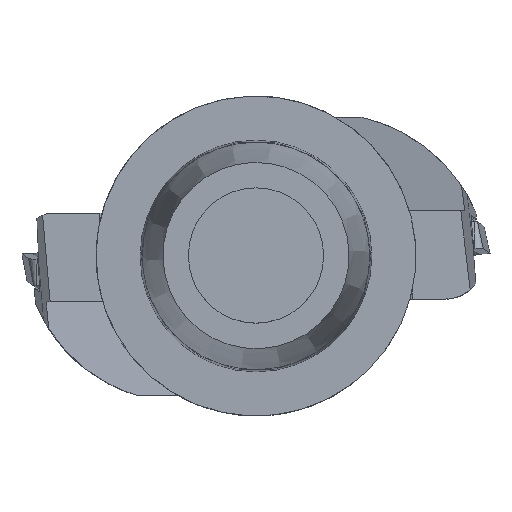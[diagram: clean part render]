
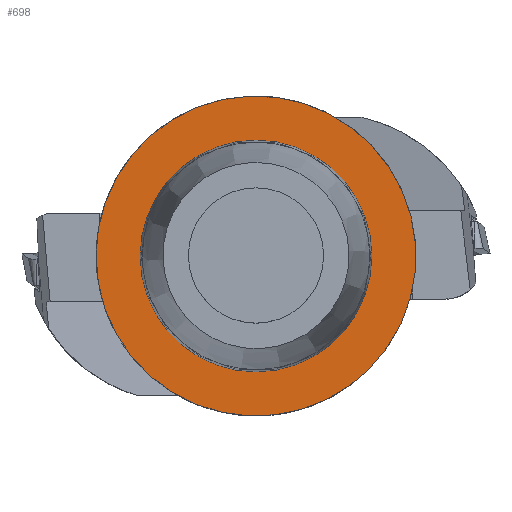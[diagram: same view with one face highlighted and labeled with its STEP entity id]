
A CAD part, top view. The second image highlights one B-rep face of the part: STEP entity #698.
In plain terms, the highlighted planar face has unit normal (0, 0, 1).
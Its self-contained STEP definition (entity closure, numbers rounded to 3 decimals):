
#362=FACE_BOUND('',#1307,.T.);
#363=FACE_BOUND('',#1308,.T.);
#472=CIRCLE('',#4743,8.907);
#473=CIRCLE('',#4744,12.3);
#698=ADVANCED_FACE('',(#362,#363),#872,.F.);
#872=PLANE('',#4745);
#1307=EDGE_LOOP('',(#2365));
#1308=EDGE_LOOP('',(#2366));
#2365=ORIENTED_EDGE('',*,*,#3506,.F.);
#2366=ORIENTED_EDGE('',*,*,#3507,.F.);
#2978=VERTEX_POINT('',#7286);
#2979=VERTEX_POINT('',#7288);
#3506=EDGE_CURVE('',#2978,#2978,#472,.T.);
#3507=EDGE_CURVE('',#2979,#2979,#473,.T.);
#4743=AXIS2_PLACEMENT_3D('',#7285,#5635,#5636);
#4744=AXIS2_PLACEMENT_3D('',#7287,#5637,#5638);
#4745=AXIS2_PLACEMENT_3D('',#7289,#5639,#5640);
#5635=DIRECTION('',(0.,0.,1.));
#5636=DIRECTION('',(-1.,0.,0.));
#5637=DIRECTION('',(0.,0.,-1.));
#5638=DIRECTION('',(-1.,0.,0.));
#5639=DIRECTION('',(0.,0.,-1.));
#5640=DIRECTION('',(-1.,0.,0.));
#7285=CARTESIAN_POINT('',(0.,0.,0.));
#7286=CARTESIAN_POINT('',(-8.907,0.,0.));
#7287=CARTESIAN_POINT('',(0.,0.,0.));
#7288=CARTESIAN_POINT('',(-12.3,0.,0.));
#7289=CARTESIAN_POINT('',(11.316,4.691,0.));
